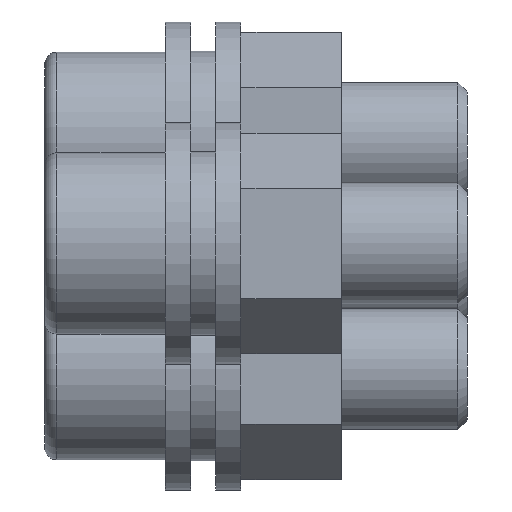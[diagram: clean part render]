
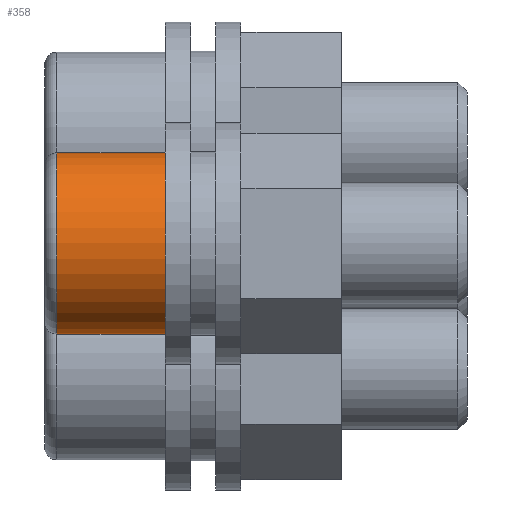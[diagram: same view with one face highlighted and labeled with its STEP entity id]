
A CAD part, front view. The second image highlights one B-rep face of the part: STEP entity #358.
In plain terms, the highlighted cylindrical face has radius 9 mm (diameter 18 mm), a partial arc.
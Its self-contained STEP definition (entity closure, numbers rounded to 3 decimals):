
#73 = EDGE_CURVE ( 'NONE', #1433, #1404, #115, .T. ) ;
#115 = LINE ( 'NONE', #277, #2258 ) ;
#168 = AXIS2_PLACEMENT_3D ( 'NONE', #209, #928, #1478 ) ;
#209 = CARTESIAN_POINT ( 'NONE',  ( -31.75, 0., 0. ) ) ;
#214 = EDGE_CURVE ( '������1', #1433, #2350, #799, .T. ) ;
#266 = ORIENTED_EDGE ( 'NONE', *, *, #73, .F. ) ;
#277 = CARTESIAN_POINT ( 'NONE',  ( -31.75, 0., -9. ) ) ;
#358 = ADVANCED_FACE ( '�����2', ( #1653 ), #1719, .T. ) ;
#403 = CARTESIAN_POINT ( 'NONE',  ( 1.2, 0., 9. ) ) ;
#501 = EDGE_CURVE ( 'NONE', #2350, #698, #2073, .T. ) ;
#687 = DIRECTION ( 'NONE',  ( -1., 0., 0. ) ) ;
#698 = VERTEX_POINT ( 'NONE', #403 ) ;
#741 = DIRECTION ( 'NONE',  ( 0., 0., 1. ) ) ;
#799 = CIRCLE ( 'NONE', #1187, 9. ) ;
#816 = CARTESIAN_POINT ( 'NONE',  ( 12., 0., -9. ) ) ;
#928 = DIRECTION ( 'NONE',  ( -1., 0., 0. ) ) ;
#1104 = CARTESIAN_POINT ( 'NONE',  ( 12., 0., 0. ) ) ;
#1117 = DIRECTION ( 'NONE',  ( 1., 0., 0. ) ) ;
#1187 = AXIS2_PLACEMENT_3D ( 'NONE', #1104, #687, #2026 ) ;
#1283 = CIRCLE ( 'NONE', #2118, 9. ) ;
#1330 = CARTESIAN_POINT ( 'NONE',  ( 12., 0., 9. ) ) ;
#1353 = ORIENTED_EDGE ( 'NONE', *, *, #501, .T. ) ;
#1368 = EDGE_CURVE ( '������5', #698, #1404, #1283, .T. ) ;
#1404 = VERTEX_POINT ( 'NONE', #2240 ) ;
#1433 = VERTEX_POINT ( 'NONE', #816 ) ;
#1478 = DIRECTION ( 'NONE',  ( 0., 0., 1. ) ) ;
#1488 = CARTESIAN_POINT ( 'NONE',  ( 1.2, 0., 0. ) ) ;
#1491 = ORIENTED_EDGE ( 'NONE', *, *, #1368, .T. ) ;
#1498 = DIRECTION ( 'NONE',  ( -1., 0., 0. ) ) ;
#1653 = FACE_OUTER_BOUND ( 'NONE', #2287, .T. ) ;
#1719 = CYLINDRICAL_SURFACE ( 'NONE', #168, 9. ) ;
#1833 = DIRECTION ( 'NONE',  ( -1., 0., 0. ) ) ;
#2026 = DIRECTION ( 'NONE',  ( 0., 0., 1. ) ) ;
#2049 = VECTOR ( 'NONE', #1498, 1000. ) ;
#2072 = ORIENTED_EDGE ( 'NONE', *, *, #214, .T. ) ;
#2073 = LINE ( 'NONE', #2227, #2049 ) ;
#2118 = AXIS2_PLACEMENT_3D ( 'NONE', #1488, #1117, #741 ) ;
#2227 = CARTESIAN_POINT ( 'NONE',  ( -31.75, 0., 9. ) ) ;
#2240 = CARTESIAN_POINT ( 'NONE',  ( 1.2, 0., -9. ) ) ;
#2258 = VECTOR ( 'NONE', #1833, 1000. ) ;
#2287 = EDGE_LOOP ( 'NONE', ( #266, #2072, #1353, #1491 ) ) ;
#2350 = VERTEX_POINT ( 'NONE', #1330 ) ;
